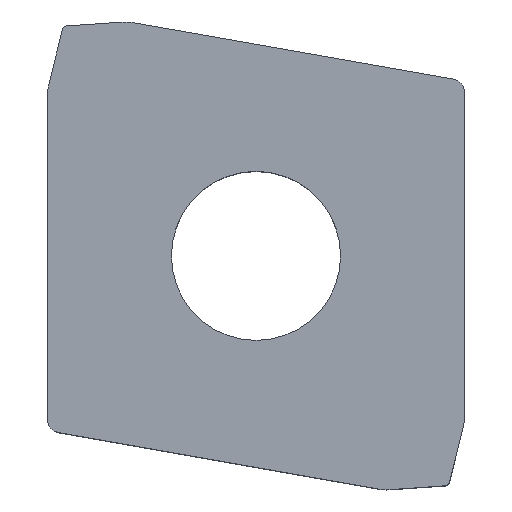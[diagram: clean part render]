
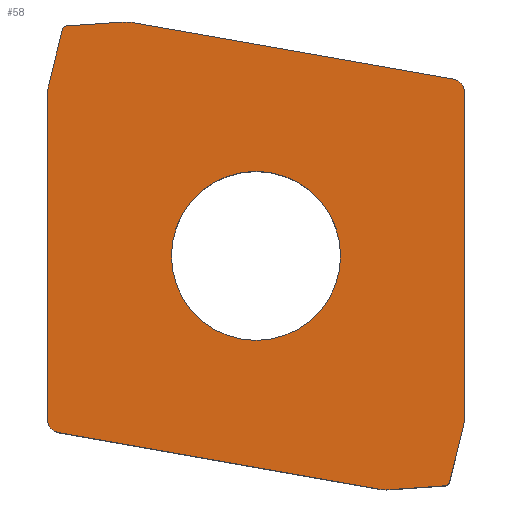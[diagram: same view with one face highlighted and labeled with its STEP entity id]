
A CAD part, top view. The second image highlights one B-rep face of the part: STEP entity #58.
In plain terms, the highlighted planar face has unit normal (0, 0, 1).
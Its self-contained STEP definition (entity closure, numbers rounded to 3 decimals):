
#58=ADVANCED_FACE('',(#161,#162),#77,.T.);
#77=PLANE('',#431);
#89=LINE('',#664,#125);
#90=LINE('',#669,#126);
#91=LINE('',#671,#127);
#92=LINE('',#673,#128);
#93=LINE('',#677,#129);
#94=LINE('',#681,#130);
#95=LINE('',#685,#131);
#96=LINE('',#687,#132);
#97=LINE('',#689,#133);
#98=LINE('',#693,#134);
#125=VECTOR('',#467,1.);
#126=VECTOR('',#470,1.);
#127=VECTOR('',#471,1.);
#128=VECTOR('',#472,1.);
#129=VECTOR('',#475,1.);
#130=VECTOR('',#478,1.);
#131=VECTOR('',#481,1.);
#132=VECTOR('',#482,1.);
#133=VECTOR('',#483,1.);
#134=VECTOR('',#486,1.);
#161=FACE_BOUND('',#167,.T.);
#162=FACE_BOUND('',#168,.T.);
#167=EDGE_LOOP('',(#189));
#168=EDGE_LOOP('',(#190,#191,#192,#193,#194,#195,#196,#197,#198,#199,#200,
#201,#202,#203,#204,#205));
#189=ORIENTED_EDGE('',*,*,#323,.T.);
#190=ORIENTED_EDGE('',*,*,#324,.T.);
#191=ORIENTED_EDGE('',*,*,#325,.T.);
#192=ORIENTED_EDGE('',*,*,#326,.T.);
#193=ORIENTED_EDGE('',*,*,#327,.F.);
#194=ORIENTED_EDGE('',*,*,#328,.T.);
#195=ORIENTED_EDGE('',*,*,#329,.T.);
#196=ORIENTED_EDGE('',*,*,#330,.T.);
#197=ORIENTED_EDGE('',*,*,#331,.T.);
#198=ORIENTED_EDGE('',*,*,#332,.T.);
#199=ORIENTED_EDGE('',*,*,#333,.T.);
#200=ORIENTED_EDGE('',*,*,#334,.T.);
#201=ORIENTED_EDGE('',*,*,#335,.F.);
#202=ORIENTED_EDGE('',*,*,#336,.T.);
#203=ORIENTED_EDGE('',*,*,#337,.T.);
#204=ORIENTED_EDGE('',*,*,#338,.T.);
#205=ORIENTED_EDGE('',*,*,#339,.T.);
#289=VERTEX_POINT('',#663);
#290=VERTEX_POINT('',#665);
#291=VERTEX_POINT('',#666);
#292=VERTEX_POINT('',#668);
#293=VERTEX_POINT('',#670);
#294=VERTEX_POINT('',#672);
#295=VERTEX_POINT('',#674);
#296=VERTEX_POINT('',#676);
#297=VERTEX_POINT('',#678);
#298=VERTEX_POINT('',#680);
#299=VERTEX_POINT('',#682);
#300=VERTEX_POINT('',#684);
#301=VERTEX_POINT('',#686);
#302=VERTEX_POINT('',#688);
#303=VERTEX_POINT('',#690);
#304=VERTEX_POINT('',#692);
#305=VERTEX_POINT('',#694);
#323=EDGE_CURVE('',#289,#289,#373,.T.);
#324=EDGE_CURVE('',#290,#291,#89,.T.);
#325=EDGE_CURVE('',#291,#292,#374,.T.);
#326=EDGE_CURVE('',#292,#293,#90,.T.);
#327=EDGE_CURVE('',#294,#293,#91,.T.);
#328=EDGE_CURVE('',#294,#295,#92,.T.);
#329=EDGE_CURVE('',#295,#296,#375,.T.);
#330=EDGE_CURVE('',#296,#297,#93,.T.);
#331=EDGE_CURVE('',#297,#298,#376,.T.);
#332=EDGE_CURVE('',#298,#299,#94,.T.);
#333=EDGE_CURVE('',#299,#300,#377,.T.);
#334=EDGE_CURVE('',#300,#301,#95,.T.);
#335=EDGE_CURVE('',#302,#301,#96,.T.);
#336=EDGE_CURVE('',#302,#303,#97,.T.);
#337=EDGE_CURVE('',#303,#304,#378,.T.);
#338=EDGE_CURVE('',#304,#305,#98,.T.);
#339=EDGE_CURVE('',#305,#290,#379,.T.);
#373=CIRCLE('',#424,2.578);
#374=CIRCLE('',#425,1.43);
#375=CIRCLE('',#426,1.43);
#376=CIRCLE('',#427,0.4);
#377=CIRCLE('',#428,1.43);
#378=CIRCLE('',#429,1.43);
#379=CIRCLE('',#430,0.4);
#424=AXIS2_PLACEMENT_3D('',#662,#465,#466);
#425=AXIS2_PLACEMENT_3D('',#667,#468,#469);
#426=AXIS2_PLACEMENT_3D('',#675,#473,#474);
#427=AXIS2_PLACEMENT_3D('',#679,#476,#477);
#428=AXIS2_PLACEMENT_3D('',#683,#479,#480);
#429=AXIS2_PLACEMENT_3D('',#691,#484,#485);
#430=AXIS2_PLACEMENT_3D('',#695,#487,#488);
#431=AXIS2_PLACEMENT_3D('',#696,#489,#490);
#465=DIRECTION('',(0.,0.,-1.));
#466=DIRECTION('',(1.,0.,0.));
#467=DIRECTION('',(-0.985,0.174,0.));
#468=DIRECTION('',(0.,0.,1.));
#469=DIRECTION('',(1.,0.,0.));
#470=DIRECTION('',(-0.998,-0.07,0.));
#471=DIRECTION('',(0.766,0.643,0.));
#472=DIRECTION('',(-0.242,-0.97,0.));
#473=DIRECTION('',(0.,0.,1.));
#474=DIRECTION('',(-0.174,-0.985,0.));
#475=DIRECTION('',(0.,-1.,0.));
#476=DIRECTION('',(0.,0.,1.));
#477=DIRECTION('',(-0.174,-0.985,0.));
#478=DIRECTION('',(0.985,-0.174,0.));
#479=DIRECTION('',(0.,0.,1.));
#480=DIRECTION('',(-1.,0.,0.));
#481=DIRECTION('',(0.998,0.07,0.));
#482=DIRECTION('',(-0.766,-0.643,0.));
#483=DIRECTION('',(0.242,0.97,0.));
#484=DIRECTION('',(0.,0.,1.));
#485=DIRECTION('',(0.174,0.985,0.));
#486=DIRECTION('',(0.,1.,0.));
#487=DIRECTION('',(0.,0.,1.));
#488=DIRECTION('',(1.,0.,0.));
#489=DIRECTION('',(0.,0.,1.));
#490=DIRECTION('',(1.,0.,0.));
#662=CARTESIAN_POINT('',(0.,0.,0.));
#663=CARTESIAN_POINT('',(2.578,0.,0.));
#664=CARTESIAN_POINT('',(-2.677,6.92,0.));
#665=CARTESIAN_POINT('',(6.019,5.387,0.));
#666=CARTESIAN_POINT('',(-3.738,7.107,0.));
#667=CARTESIAN_POINT('',(-3.986,5.699,0.));
#668=CARTESIAN_POINT('',(-4.086,7.125,0.));
#669=CARTESIAN_POINT('',(-0.516,7.375,0.));
#670=CARTESIAN_POINT('',(-5.794,7.006,0.));
#671=CARTESIAN_POINT('',(-5.843,6.964,0.));
#672=CARTESIAN_POINT('',(-5.893,6.922,0.));
#673=CARTESIAN_POINT('',(-7.173,1.789,0.));
#674=CARTESIAN_POINT('',(-6.308,5.261,0.));
#675=CARTESIAN_POINT('',(-4.92,4.915,0.));
#676=CARTESIAN_POINT('',(-6.35,4.915,0.));
#677=CARTESIAN_POINT('',(-6.35,3.838,0.));
#678=CARTESIAN_POINT('',(-6.35,-4.993,0.));
#679=CARTESIAN_POINT('',(-5.95,-4.993,0.));
#680=CARTESIAN_POINT('',(-6.019,-5.387,0.));
#681=CARTESIAN_POINT('',(2.677,-6.92,0.));
#682=CARTESIAN_POINT('',(3.738,-7.107,0.));
#683=CARTESIAN_POINT('',(3.986,-5.699,0.));
#684=CARTESIAN_POINT('',(4.086,-7.125,0.));
#685=CARTESIAN_POINT('',(0.516,-7.375,0.));
#686=CARTESIAN_POINT('',(5.794,-7.006,0.));
#687=CARTESIAN_POINT('',(5.843,-6.964,0.));
#688=CARTESIAN_POINT('',(5.893,-6.922,0.));
#689=CARTESIAN_POINT('',(7.173,-1.789,0.));
#690=CARTESIAN_POINT('',(6.308,-5.261,0.));
#691=CARTESIAN_POINT('',(4.92,-4.915,0.));
#692=CARTESIAN_POINT('',(6.35,-4.915,0.));
#693=CARTESIAN_POINT('',(6.35,-3.838,0.));
#694=CARTESIAN_POINT('',(6.35,4.993,0.));
#695=CARTESIAN_POINT('',(5.95,4.993,0.));
#696=CARTESIAN_POINT('',(0.,0.,0.));
